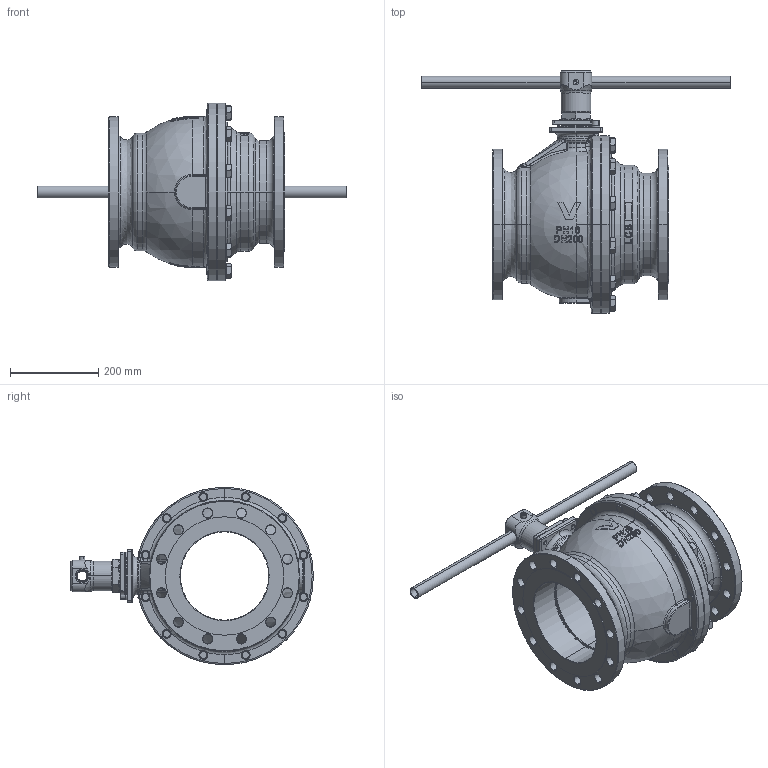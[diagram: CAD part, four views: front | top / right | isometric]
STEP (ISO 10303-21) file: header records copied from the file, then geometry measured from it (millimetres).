
FILE_DESCRIPTION (( 'STEP AP203' ), '1' );
FILE_NAME ('76000121.STEP', '2019-07-15T08:10:17', ( '' ), ( '' ), 'SwSTEP 2.0', 'SolidWorks 2018', '' );
FILE_SCHEMA (( 'CONFIG_CONTROL_DESIGN' ));
Products named in the file (1): 76000121
Bounding box: 700 x 549.2 x 402 mm (x, y, z)
Volume: 17630322.4 mm3; surface area: 1831225.4 mm2
Topology: 4 solids, 17 shells, 1577 faces, 3809 edges, 2331 vertices
Faces by surface type: plane 474, cylinder 409, cone 256, bspline 207, torus 177, sphere 54
Entity records: 66191 total; most frequent: CARTESIAN_POINT 30078, DIRECTION 7540, ORIENTED_EDGE 7540, EDGE_CURVE 3770, AXIS2_PLACEMENT_3D 3109, VERTEX_POINT 2320, EDGE_LOOP 1770, CIRCLE 1738
